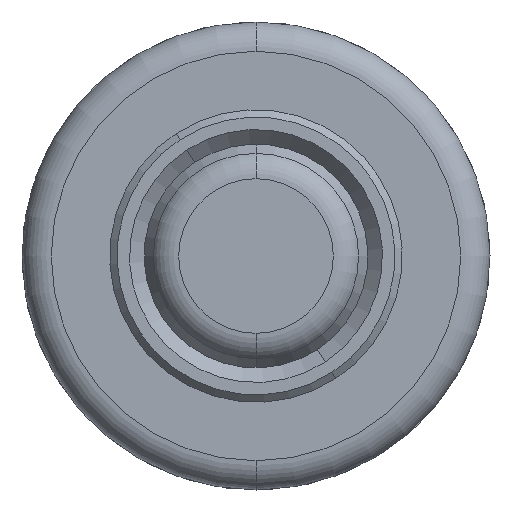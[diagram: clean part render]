
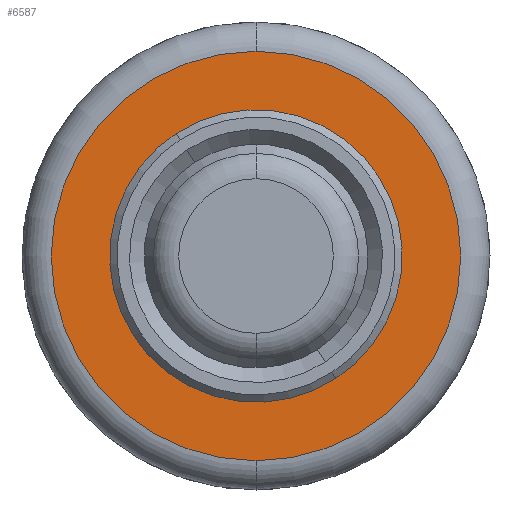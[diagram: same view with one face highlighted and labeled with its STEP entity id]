
A CAD part, front view. The second image highlights one B-rep face of the part: STEP entity #6587.
In plain terms, the highlighted planar face has unit normal (0, -1, 0).
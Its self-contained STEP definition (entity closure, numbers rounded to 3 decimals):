
#521 = ORIENTED_EDGE ( 'NONE', *, *, #3097, .T. ) ;
#696 = DIRECTION ( 'NONE',  ( 0., -1., 0. ) ) ;
#886 = CARTESIAN_POINT ( 'NONE',  ( 0., 0., -14. ) ) ;
#964 = EDGE_LOOP ( 'NONE', ( #7516, #1437 ) ) ;
#1134 = AXIS2_PLACEMENT_3D ( 'NONE', #5514, #8657, #8628 ) ;
#1437 = ORIENTED_EDGE ( 'NONE', *, *, #9404, .T. ) ;
#1656 = CARTESIAN_POINT ( 'NONE',  ( 0., 0., 0. ) ) ;
#1913 = EDGE_CURVE ( 'NONE', #5591, #4223, #3965, .T. ) ;
#1969 = EDGE_CURVE ( 'NONE', #7607, #2958, #2730, .T. ) ;
#2315 = CARTESIAN_POINT ( 'NONE',  ( 0., 0., -9. ) ) ;
#2628 = CIRCLE ( 'NONE', #1134, 9. ) ;
#2730 = CIRCLE ( 'NONE', #5600, 9. ) ;
#2943 = DIRECTION ( 'NONE',  ( 0., -1., 0. ) ) ;
#2958 = VERTEX_POINT ( 'NONE', #8555 ) ;
#3097 = EDGE_CURVE ( 'NONE', #2958, #7607, #2628, .T. ) ;
#3156 = DIRECTION ( 'NONE',  ( 0., 0., -1. ) ) ;
#3965 = CIRCLE ( 'NONE', #4747, 14. ) ;
#4223 = VERTEX_POINT ( 'NONE', #8493 ) ;
#4747 = AXIS2_PLACEMENT_3D ( 'NONE', #6094, #696, #8484 ) ;
#4939 = AXIS2_PLACEMENT_3D ( 'NONE', #6381, #5473, #6245 ) ;
#5473 = DIRECTION ( 'NONE',  ( 0., -1., 0. ) ) ;
#5514 = CARTESIAN_POINT ( 'NONE',  ( 0., 0., 0. ) ) ;
#5591 = VERTEX_POINT ( 'NONE', #886 ) ;
#5600 = AXIS2_PLACEMENT_3D ( 'NONE', #1656, #7790, #3156 ) ;
#5877 = CIRCLE ( 'NONE', #7253, 14. ) ;
#6094 = CARTESIAN_POINT ( 'NONE',  ( 0., 0., 0. ) ) ;
#6245 = DIRECTION ( 'NONE',  ( 0., 0., -1. ) ) ;
#6381 = CARTESIAN_POINT ( 'NONE',  ( 16., 0., 0. ) ) ;
#6545 = EDGE_LOOP ( 'NONE', ( #7612, #521 ) ) ;
#6587 = ADVANCED_FACE ( 'NONE', ( #7871, #8696 ), #7843, .T. ) ;
#6875 = CARTESIAN_POINT ( 'NONE',  ( 0., 0., 0. ) ) ;
#7253 = AXIS2_PLACEMENT_3D ( 'NONE', #6875, #2943, #8397 ) ;
#7516 = ORIENTED_EDGE ( 'NONE', *, *, #1913, .T. ) ;
#7607 = VERTEX_POINT ( 'NONE', #2315 ) ;
#7612 = ORIENTED_EDGE ( 'NONE', *, *, #1969, .T. ) ;
#7790 = DIRECTION ( 'NONE',  ( 0., 1., 0. ) ) ;
#7843 = PLANE ( 'NONE',  #4939 ) ;
#7871 = FACE_OUTER_BOUND ( 'NONE', #964, .T. ) ;
#8397 = DIRECTION ( 'NONE',  ( 0., 0., -1. ) ) ;
#8484 = DIRECTION ( 'NONE',  ( 0., 0., -1. ) ) ;
#8493 = CARTESIAN_POINT ( 'NONE',  ( 0., 0., 14. ) ) ;
#8555 = CARTESIAN_POINT ( 'NONE',  ( 0., 0., 9. ) ) ;
#8628 = DIRECTION ( 'NONE',  ( 0., 0., -1. ) ) ;
#8657 = DIRECTION ( 'NONE',  ( 0., 1., 0. ) ) ;
#8696 = FACE_BOUND ( 'NONE', #6545, .T. ) ;
#9404 = EDGE_CURVE ( 'NONE', #4223, #5591, #5877, .T. ) ;
